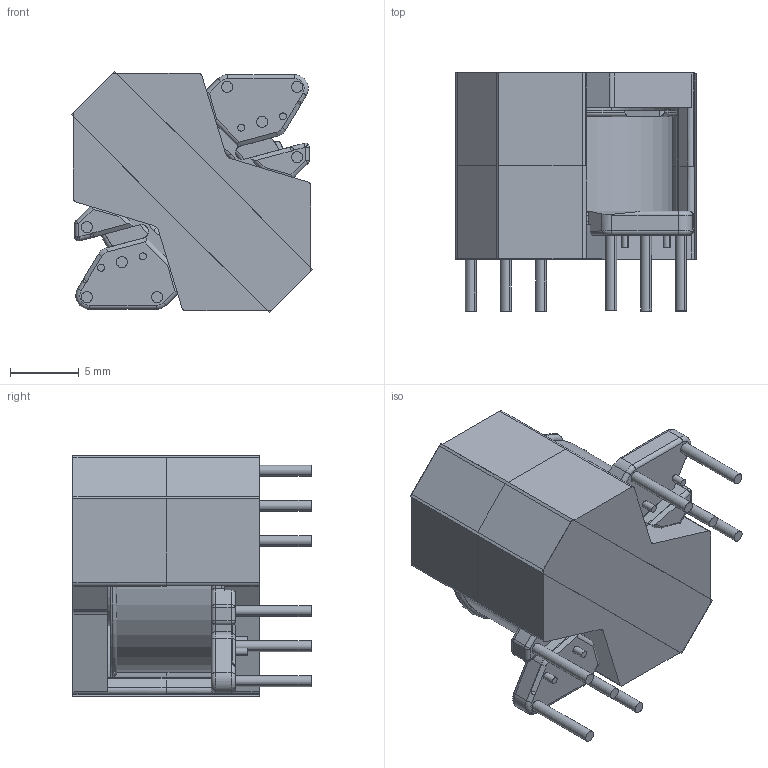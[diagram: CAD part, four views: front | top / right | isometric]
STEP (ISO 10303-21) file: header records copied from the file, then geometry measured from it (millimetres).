
FILE_DESCRIPTION (( 'STEP AP214' ), '1' );
FILE_NAME ('RM7_6658.STEP', '2021-06-30T19:41:35', ( '' ), ( '' ), 'SwSTEP 2.0', 'SolidWorks 2017', '' );
FILE_SCHEMA (( 'AUTOMOTIVE_DESIGN' ));
Length unit declared in the file: inch
Products named in the file (5): 070-6658_coil; RM7_6658; 070-6658_6B; 440-9989_3326; 150-3326_6A
Assembly tree (5 placements, depth 2):
  RM7_6658
    070-6658_6B
    070-6658_coil
    150-3326_6A  x2
    440-9989_3326
Bounding box: 17.51 x 17.29 x 17.51 mm (x, y, z)
Volume: 2822.7 mm3; surface area: 4189.1 mm2
Topology: 5 solids, 5 shells, 301 faces, 742 edges, 455 vertices
Faces by surface type: cylinder 121, plane 111, torus 45, bspline 18, cone 6
Entity records: 9249 total; most frequent: CARTESIAN_POINT 2403, DIRECTION 1320, ORIENTED_EDGE 1268, EDGE_CURVE 634, AXIS2_PLACEMENT_3D 520, VERTEX_POINT 390, EDGE_LOOP 282, LINE 280
